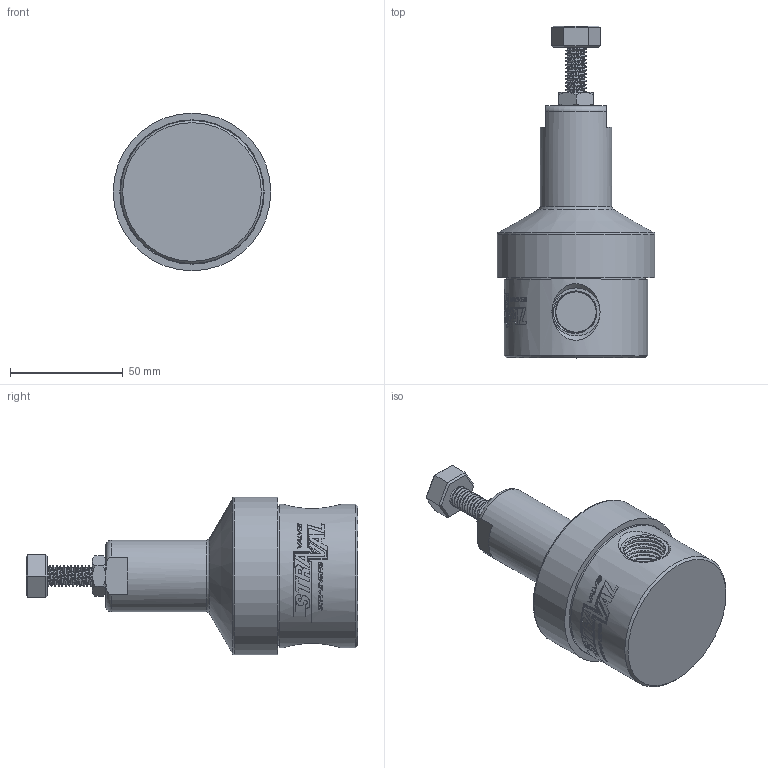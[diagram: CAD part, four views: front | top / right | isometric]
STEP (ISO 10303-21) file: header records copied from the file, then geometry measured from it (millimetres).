
FILE_DESCRIPTION (( 'STEP AP214' ), '1' );
FILE_NAME ('RVi20-05T.STEP', '2025-06-25T14:48:20', ( '' ), ( '' ), 'SwSTEP 2.0', 'SolidWorks 2018', '' );
FILE_SCHEMA (( 'AUTOMOTIVE_DESIGN' ));
Length unit declared in the file: inch
Products named in the file (2): RVi20-05T
Bounding box: 69.87 x 147.19 x 69.87 mm (x, y, z)
Volume: 243040.5 mm3; surface area: 30488 mm2
Topology: 2 solids, 2 shells, 314 faces, 787 edges, 512 vertices
Faces by surface type: plane 141, bspline 111, cylinder 37, cone 21, torus 4
Full cylindrical faces by diameter (mm): 1.6 x1, 9.023 x1, 10.312 x1, 31.774 x1, 61.392 x1, 61.796 x1, 63.5 x1, 69.874 x1
Entity records: 31898 total; most frequent: CARTESIAN_POINT 22648, ORIENTED_EDGE 1524, DIRECTION 945, EDGE_CURVE 762, VERTEX_POINT 505, B_SPLINE_CURVE_WITH_KNOTS 432, AXIS2_PLACEMENT_3D 425, EDGE_LOOP 369
